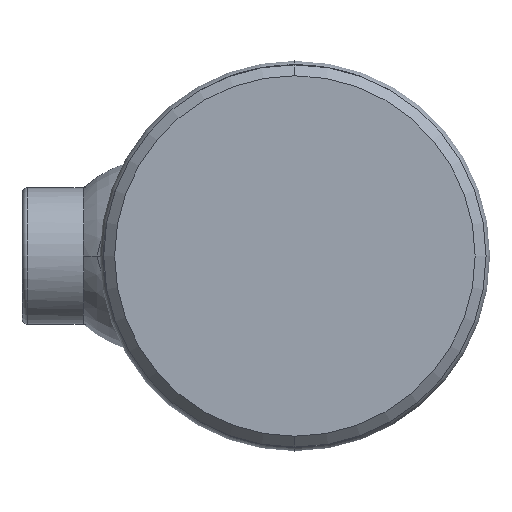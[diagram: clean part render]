
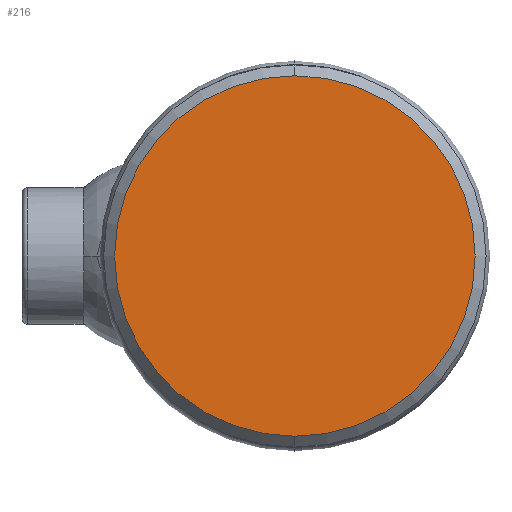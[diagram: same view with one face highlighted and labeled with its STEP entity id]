
A CAD part, left-side view. The second image highlights one B-rep face of the part: STEP entity #216.
In plain terms, the highlighted planar face has unit normal (-1, 0, 0).
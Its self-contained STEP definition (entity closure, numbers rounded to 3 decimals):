
#161 = AXIS2_PLACEMENT_3D ( 'NONE', #471, #466, #460 ) ;
#216 = ADVANCED_FACE ( 'NONE', ( #2282 ), #1499, .F. ) ;
#460 = DIRECTION ( 'NONE',  ( 0., 0., -1. ) ) ;
#466 = DIRECTION ( 'NONE',  ( -1., 0., 0. ) ) ;
#471 = CARTESIAN_POINT ( 'NONE',  ( 0., 0., 0. ) ) ;
#515 = AXIS2_PLACEMENT_3D ( 'NONE', #1451, #1404, #1400 ) ;
#786 = CARTESIAN_POINT ( 'NONE',  ( 0., 0., -33. ) ) ;
#1002 = DIRECTION ( 'NONE',  ( 0., 0., -1. ) ) ;
#1007 = DIRECTION ( 'NONE',  ( -1., 0., 0. ) ) ;
#1014 = CARTESIAN_POINT ( 'NONE',  ( 0., 0., 0. ) ) ;
#1119 = EDGE_CURVE ( 'NONE', #1729, #3094, #1504, .T. ) ;
#1175 = EDGE_CURVE ( 'NONE', #3094, #1729, #1446, .T. ) ;
#1400 = DIRECTION ( 'NONE',  ( 0., 0., -1. ) ) ;
#1404 = DIRECTION ( 'NONE',  ( 1., 0., 0. ) ) ;
#1446 = CIRCLE ( 'NONE', #161, 33. ) ;
#1451 = CARTESIAN_POINT ( 'NONE',  ( 0., 0., 0. ) ) ;
#1499 = PLANE ( 'NONE',  #515 ) ;
#1504 = CIRCLE ( 'NONE', #3011, 33. ) ;
#1729 = VERTEX_POINT ( 'NONE', #3111 ) ;
#2282 = FACE_OUTER_BOUND ( 'NONE', #2666, .T. ) ;
#2411 = ORIENTED_EDGE ( 'NONE', *, *, #1175, .T. ) ;
#2542 = ORIENTED_EDGE ( 'NONE', *, *, #1119, .T. ) ;
#2666 = EDGE_LOOP ( 'NONE', ( #2411, #2542 ) ) ;
#3011 = AXIS2_PLACEMENT_3D ( 'NONE', #1014, #1007, #1002 ) ;
#3094 = VERTEX_POINT ( 'NONE', #786 ) ;
#3111 = CARTESIAN_POINT ( 'NONE',  ( 0., 0., 33. ) ) ;
